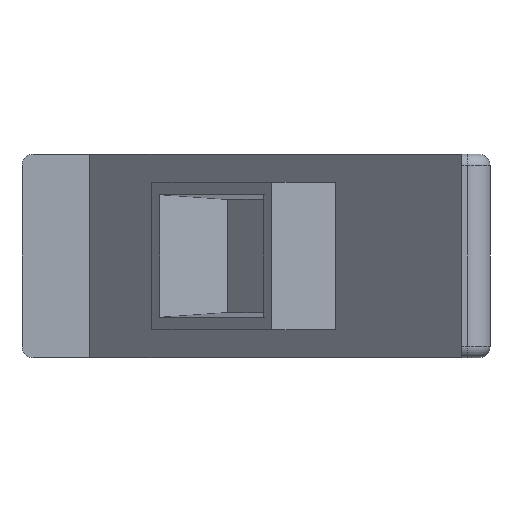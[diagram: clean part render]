
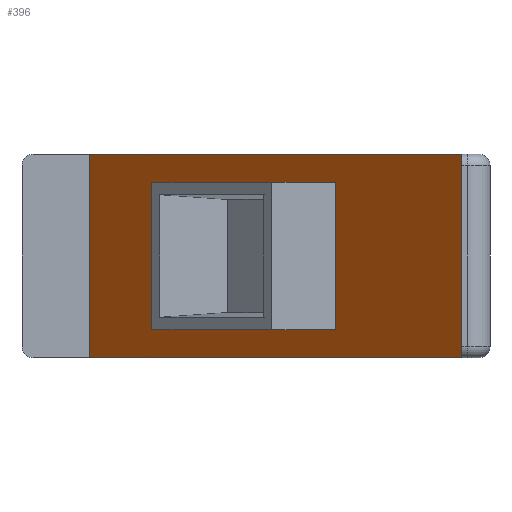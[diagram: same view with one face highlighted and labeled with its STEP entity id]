
A CAD part, front view. The second image highlights one B-rep face of the part: STEP entity #396.
In plain terms, the highlighted planar face has unit normal (-0.707, -0.707, 0).
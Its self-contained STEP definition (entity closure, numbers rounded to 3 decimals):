
#18 = CARTESIAN_POINT ( 'NONE',  ( 17.137, 27.744, -6.5 ) ) ;
#27 = CARTESIAN_POINT ( 'NONE',  ( 38.88, 6., -9. ) ) ;
#56 = VECTOR ( 'NONE', #1108, 1000. ) ;
#60 = VECTOR ( 'NONE', #249, 1000. ) ;
#63 = EDGE_CURVE ( 'NONE', #1028, #115, #858, .T. ) ;
#94 = PLANE ( 'NONE',  #914 ) ;
#110 = LINE ( 'NONE', #1117, #1022 ) ;
#111 = CARTESIAN_POINT ( 'NONE',  ( 17.137, 27.744, 5. ) ) ;
#115 = VERTEX_POINT ( 'NONE', #1109 ) ;
#120 = CARTESIAN_POINT ( 'NONE',  ( 27.744, 17.137, 6.5 ) ) ;
#129 = LINE ( 'NONE', #426, #210 ) ;
#140 = CARTESIAN_POINT ( 'NONE',  ( 17.137, 27.744, -6.5 ) ) ;
#176 = DIRECTION ( 'NONE',  ( 0.707, -0.707, 0. ) ) ;
#197 = LINE ( 'NONE', #1224, #715 ) ;
#210 = VECTOR ( 'NONE', #1110, 1000. ) ;
#215 = EDGE_LOOP ( 'NONE', ( #940, #260, #456, #348 ) ) ;
#223 = LINE ( 'NONE', #111, #1207 ) ;
#249 = DIRECTION ( 'NONE',  ( 0.707, -0.707, 0. ) ) ;
#260 = ORIENTED_EDGE ( 'NONE', *, *, #276, .F. ) ;
#276 = EDGE_CURVE ( 'NONE', #885, #499, #197, .T. ) ;
#300 = VERTEX_POINT ( 'NONE', #120 ) ;
#305 = LINE ( 'NONE', #731, #56 ) ;
#318 = EDGE_CURVE ( 'NONE', #523, #1028, #223, .T. ) ;
#331 = DIRECTION ( 'NONE',  ( 0., 0., -1. ) ) ;
#348 = ORIENTED_EDGE ( 'NONE', *, *, #1164, .T. ) ;
#361 = VERTEX_POINT ( 'NONE', #1086 ) ;
#363 = DIRECTION ( 'NONE',  ( -0.707, 0.707, 0. ) ) ;
#365 = ORIENTED_EDGE ( 'NONE', *, *, #63, .F. ) ;
#396 = ADVANCED_FACE ( 'NONE', ( #669, #541 ), #94, .F. ) ;
#426 = CARTESIAN_POINT ( 'NONE',  ( 27.744, 17.137, 5. ) ) ;
#452 = CARTESIAN_POINT ( 'NONE',  ( 6., 38.88, 9. ) ) ;
#456 = ORIENTED_EDGE ( 'NONE', *, *, #1220, .F. ) ;
#499 = VERTEX_POINT ( 'NONE', #27 ) ;
#523 = VERTEX_POINT ( 'NONE', #973 ) ;
#541 = FACE_BOUND ( 'NONE', #1199, .T. ) ;
#612 = ORIENTED_EDGE ( 'NONE', *, *, #692, .F. ) ;
#629 = EDGE_CURVE ( 'NONE', #115, #300, #129, .T. ) ;
#668 = VECTOR ( 'NONE', #1005, 1000. ) ;
#669 = FACE_OUTER_BOUND ( 'NONE', #215, .T. ) ;
#681 = LINE ( 'NONE', #1122, #809 ) ;
#692 = EDGE_CURVE ( 'NONE', #300, #523, #681, .T. ) ;
#699 = EDGE_CURVE ( 'NONE', #704, #499, #110, .T. ) ;
#704 = VERTEX_POINT ( 'NONE', #1226 ) ;
#715 = VECTOR ( 'NONE', #331, 1000. ) ;
#731 = CARTESIAN_POINT ( 'NONE',  ( 6., 38.88, 9. ) ) ;
#762 = CARTESIAN_POINT ( 'NONE',  ( 6., 38.88, 9. ) ) ;
#809 = VECTOR ( 'NONE', #363, 1000. ) ;
#858 = LINE ( 'NONE', #140, #60 ) ;
#885 = VERTEX_POINT ( 'NONE', #946 ) ;
#914 = AXIS2_PLACEMENT_3D ( 'NONE', #762, #957, #1149 ) ;
#940 = ORIENTED_EDGE ( 'NONE', *, *, #699, .T. ) ;
#946 = CARTESIAN_POINT ( 'NONE',  ( 38.88, 6., 9. ) ) ;
#957 = DIRECTION ( 'NONE',  ( 0.707, 0.707, 0. ) ) ;
#973 = CARTESIAN_POINT ( 'NONE',  ( 17.137, 27.744, 6.5 ) ) ;
#990 = DIRECTION ( 'NONE',  ( 0., 0., -1. ) ) ;
#995 = ORIENTED_EDGE ( 'NONE', *, *, #629, .F. ) ;
#1005 = DIRECTION ( 'NONE',  ( 0., 0., -1. ) ) ;
#1022 = VECTOR ( 'NONE', #176, 1000. ) ;
#1028 = VERTEX_POINT ( 'NONE', #18 ) ;
#1086 = CARTESIAN_POINT ( 'NONE',  ( 6., 38.88, 9. ) ) ;
#1098 = ORIENTED_EDGE ( 'NONE', *, *, #318, .F. ) ;
#1108 = DIRECTION ( 'NONE',  ( 0.707, -0.707, 0. ) ) ;
#1109 = CARTESIAN_POINT ( 'NONE',  ( 27.744, 17.137, -6.5 ) ) ;
#1110 = DIRECTION ( 'NONE',  ( 0., 0., 1. ) ) ;
#1117 = CARTESIAN_POINT ( 'NONE',  ( 6., 38.88, -9. ) ) ;
#1122 = CARTESIAN_POINT ( 'NONE',  ( 17.137, 27.744, 6.5 ) ) ;
#1123 = LINE ( 'NONE', #452, #668 ) ;
#1149 = DIRECTION ( 'NONE',  ( -0.707, 0.707, 0. ) ) ;
#1164 = EDGE_CURVE ( 'NONE', #361, #704, #1123, .T. ) ;
#1199 = EDGE_LOOP ( 'NONE', ( #365, #1098, #612, #995 ) ) ;
#1207 = VECTOR ( 'NONE', #990, 1000. ) ;
#1220 = EDGE_CURVE ( 'NONE', #361, #885, #305, .T. ) ;
#1224 = CARTESIAN_POINT ( 'NONE',  ( 38.88, 6., 9. ) ) ;
#1226 = CARTESIAN_POINT ( 'NONE',  ( 6., 38.88, -9. ) ) ;
